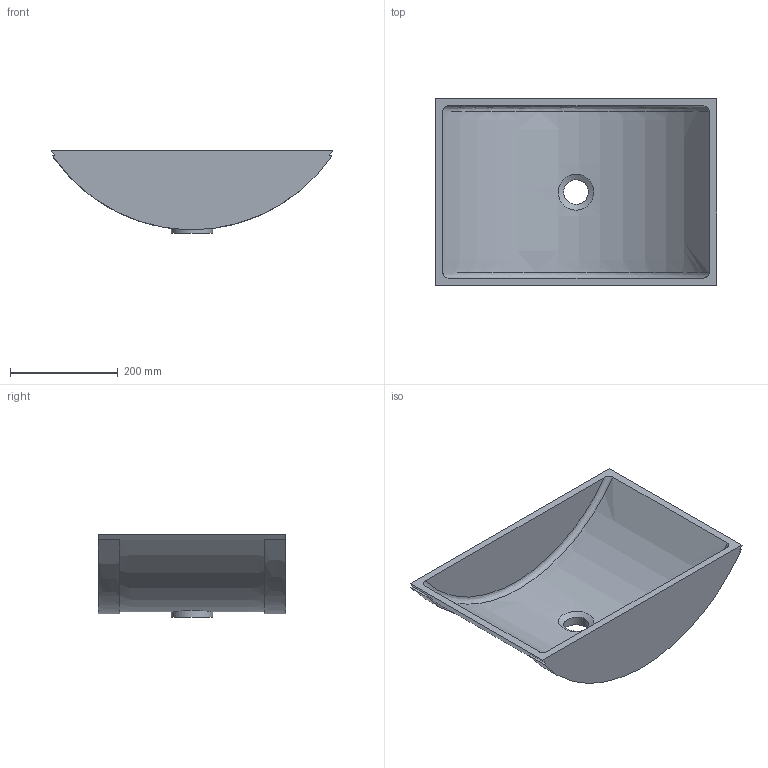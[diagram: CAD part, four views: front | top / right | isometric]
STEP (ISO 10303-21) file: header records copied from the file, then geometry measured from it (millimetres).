
FILE_DESCRIPTION(/* description */ (''),/* implementation_level */ '2;1');
FILE_NAME(/* name */ '8420',/* time_stamp */ '2019-01-05T14:18:38+08:00',/* author */ (''),/* organization */ (''),/* preprocessor_version */ 'ST-DEVELOPER v9',/* originating_system */ 'UGS - NX 4.0',/* authorisation */ '');
FILE_SCHEMA (('CONFIG_CONTROL_DESIGN'));
Length unit declared in the file: millimetre
Products named in the file (1): AdmiF0A02gwy
Bounding box: 524 x 348.85 x 154 mm (x, y, z)
Volume: 4024235.7 mm3; surface area: 633672.9 mm2
Topology: 1 solids, 1 shells, 23 faces, 58 edges, 39 vertices
Faces by surface type: plane 14, extrusion 4, bspline 3, cylinder 2
Full cylindrical faces by diameter (mm): 46 x1, 77 x1
Entity records: 1921 total; most frequent: CARTESIAN_POINT 1349, ORIENTED_EDGE 106, DIRECTION 72, EDGE_CURVE 53, VERTEX_POINT 37, VECTOR 34, LINE 30, EDGE_LOOP 30
